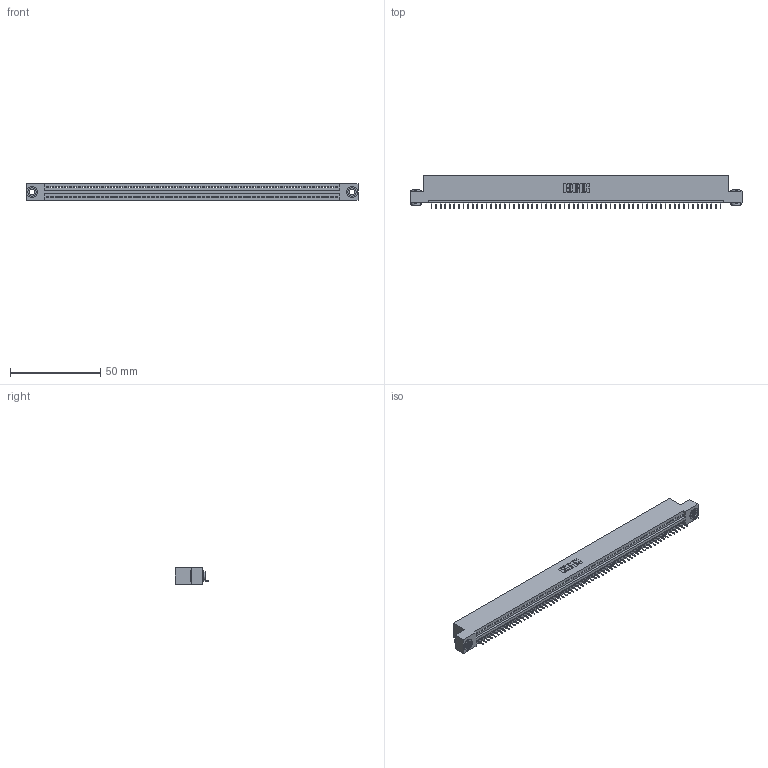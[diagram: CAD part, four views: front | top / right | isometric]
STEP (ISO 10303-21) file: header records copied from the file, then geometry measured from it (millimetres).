
FILE_DESCRIPTION (( 'STEP AP203' ), '1' );
FILE_NAME ('895-064-525-103.STEP', '2020-09-28T10:14:29', ( '' ), ( '' ), 'SwSTEP 2.0', 'SolidWorks 2020', '' );
FILE_SCHEMA (( 'CONFIG_CONTROL_DESIGN' ));
Length unit declared in the file: inch
Products named in the file (4): 845 Part_Flush Mounting Lugs - 0.156 Dia-TH; 345-292-001_345-293-125; 345-250-002_345-250-002-102; 895-064-525-103
Assembly tree (67 placements, depth 2):
  895-064-525-103
    845 Part_Flush Mounting Lugs - 0.156 Dia-TH
    345-292-001_345-293-125  x64
    345-250-002_345-250-002-102  x2
Bounding box: 183.77 x 18.72 x 9.4 mm (x, y, z)
Volume: 17392.9 mm3; surface area: 22755.6 mm2
Topology: 67 solids, 67 shells, 4132 faces, 11937 edges, 7698 vertices
Faces by surface type: plane 3034, cylinder 1090, cone 8
Entity records: 45930 total; most frequent: CARTESIAN_POINT 7931, ORIENTED_EDGE 7922, DIRECTION 6927, EDGE_CURVE 3961, LINE 3553, VECTOR 3553, VERTEX_POINT 2634, AXIS2_PLACEMENT_3D 1687
